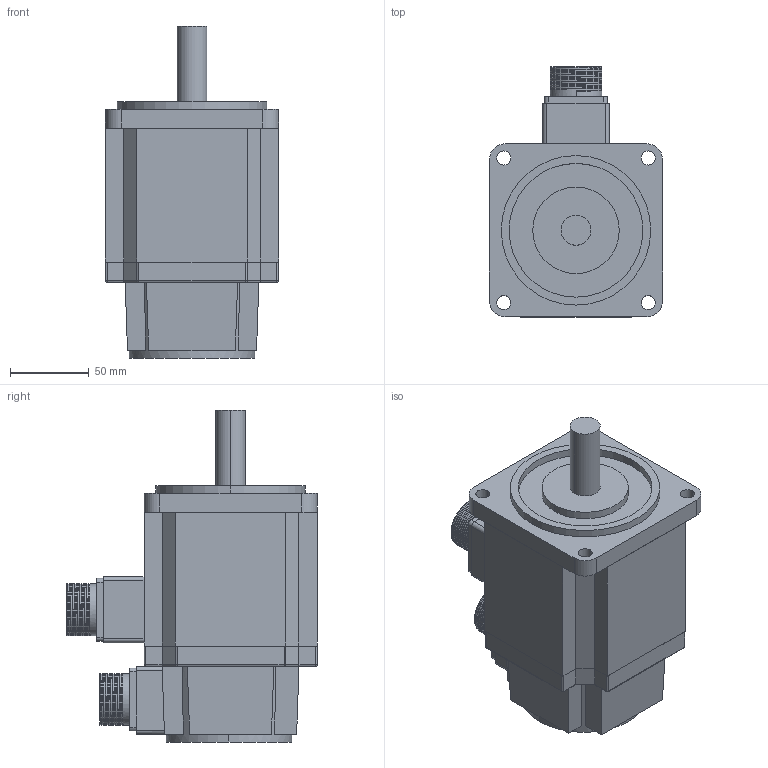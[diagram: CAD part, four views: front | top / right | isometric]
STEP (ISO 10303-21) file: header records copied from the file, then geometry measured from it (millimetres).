
FILE_DESCRIPTION (( 'STEP AP203' ), '1' );
FILE_NAME ('Servo_110SJT-M020E.STEP', '2014-01-29T17:11:02', ( '' ), ( '' ), 'SwSTEP 2.0', 'SolidWorks 2013', '' );
FILE_SCHEMA (( 'CONFIG_CONTROL_DESIGN' ));
Length unit declared in the file: millimetre
Products named in the file (1): Servo_110SJT-M020E
Bounding box: 110 x 159 x 211 mm (x, y, z)
Volume: 1613075.4 mm3; surface area: 159706.5 mm2
Topology: 4 solids, 4 shells, 212 faces, 552 edges, 350 vertices
Faces by surface type: cylinder 108, plane 90, sphere 8, bspline 4, cone 2
Entity records: 8659 total; most frequent: CARTESIAN_POINT 3635, ORIENTED_EDGE 1088, DIRECTION 982, EDGE_CURVE 544, VERTEX_POINT 350, AXIS2_PLACEMENT_3D 337, VECTOR 308, LINE 308
